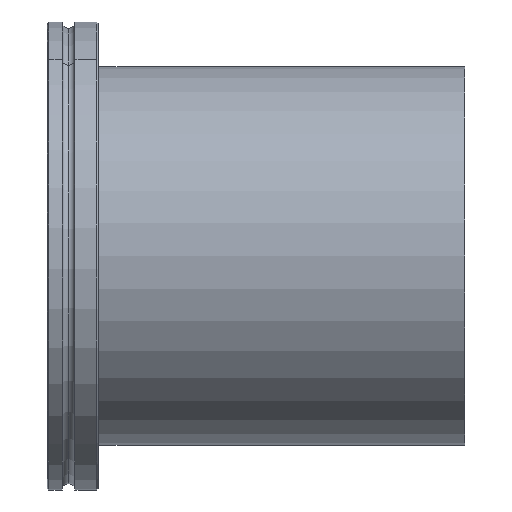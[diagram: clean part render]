
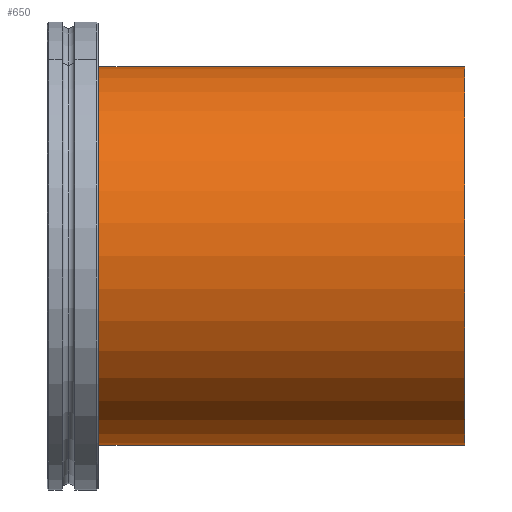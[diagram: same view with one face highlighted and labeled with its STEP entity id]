
A CAD part, left-side view. The second image highlights one B-rep face of the part: STEP entity #650.
In plain terms, the highlighted cylindrical face has radius 44.45 mm (diameter 88.9 mm), a partial arc.
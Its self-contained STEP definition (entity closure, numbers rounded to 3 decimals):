
#21 = FACE_OUTER_BOUND ( 'NONE', #195, .T. ) ;
#32 = LINE ( 'NONE', #236, #231 ) ;
#57 = DIRECTION ( 'NONE',  ( 0., -1., 0. ) ) ;
#64 = ORIENTED_EDGE ( 'NONE', *, *, #761, .F. ) ;
#195 = EDGE_LOOP ( 'NONE', ( #64, #914, #254, #349 ) ) ;
#227 = VERTEX_POINT ( 'NONE', #584 ) ;
#231 = VECTOR ( 'NONE', #667, 1000. ) ;
#236 = CARTESIAN_POINT ( 'NONE',  ( 0., 91.5, 44.45 ) ) ;
#254 = ORIENTED_EDGE ( 'NONE', *, *, #1025, .T. ) ;
#264 = CIRCLE ( 'NONE', #732, 44.45 ) ;
#349 = ORIENTED_EDGE ( 'NONE', *, *, #477, .T. ) ;
#361 = CARTESIAN_POINT ( 'NONE',  ( 0., 0., 0. ) ) ;
#411 = VECTOR ( 'NONE', #776, 1000. ) ;
#421 = DIRECTION ( 'NONE',  ( 0., 1., 0. ) ) ;
#454 = DIRECTION ( 'NONE',  ( 0., 0., 1. ) ) ;
#462 = AXIS2_PLACEMENT_3D ( 'NONE', #1004, #57, #1096 ) ;
#470 = VERTEX_POINT ( 'NONE', #825 ) ;
#477 = EDGE_CURVE ( 'NONE', #227, #916, #579, .T. ) ;
#564 = AXIS2_PLACEMENT_3D ( 'NONE', #361, #973, #454 ) ;
#579 = CIRCLE ( 'NONE', #564, 44.45 ) ;
#583 = VERTEX_POINT ( 'NONE', #904 ) ;
#584 = CARTESIAN_POINT ( 'NONE',  ( 0., 0., -44.45 ) ) ;
#617 = LINE ( 'NONE', #862, #411 ) ;
#650 = ADVANCED_FACE ( 'NONE', ( #21 ), #1054, .T. ) ;
#667 = DIRECTION ( 'NONE',  ( 0., -1., 0. ) ) ;
#732 = AXIS2_PLACEMENT_3D ( 'NONE', #946, #421, #1035 ) ;
#761 = EDGE_CURVE ( 'NONE', #470, #916, #32, .T. ) ;
#776 = DIRECTION ( 'NONE',  ( 0., -1., 0. ) ) ;
#825 = CARTESIAN_POINT ( 'NONE',  ( 0., 91.5, 44.45 ) ) ;
#847 = CARTESIAN_POINT ( 'NONE',  ( 0., 0., 44.45 ) ) ;
#862 = CARTESIAN_POINT ( 'NONE',  ( 0., 91.5, -44.45 ) ) ;
#902 = EDGE_CURVE ( 'NONE', #583, #470, #264, .T. ) ;
#904 = CARTESIAN_POINT ( 'NONE',  ( 0., 91.5, -44.45 ) ) ;
#914 = ORIENTED_EDGE ( 'NONE', *, *, #902, .F. ) ;
#916 = VERTEX_POINT ( 'NONE', #847 ) ;
#946 = CARTESIAN_POINT ( 'NONE',  ( 0., 91.5, 0. ) ) ;
#973 = DIRECTION ( 'NONE',  ( 0., 1., 0. ) ) ;
#1004 = CARTESIAN_POINT ( 'NONE',  ( 0., 91.5, 0. ) ) ;
#1025 = EDGE_CURVE ( 'NONE', #583, #227, #617, .T. ) ;
#1035 = DIRECTION ( 'NONE',  ( 0., 0., 1. ) ) ;
#1054 = CYLINDRICAL_SURFACE ( 'NONE', #462, 44.45 ) ;
#1096 = DIRECTION ( 'NONE',  ( 0., 0., -1. ) ) ;
